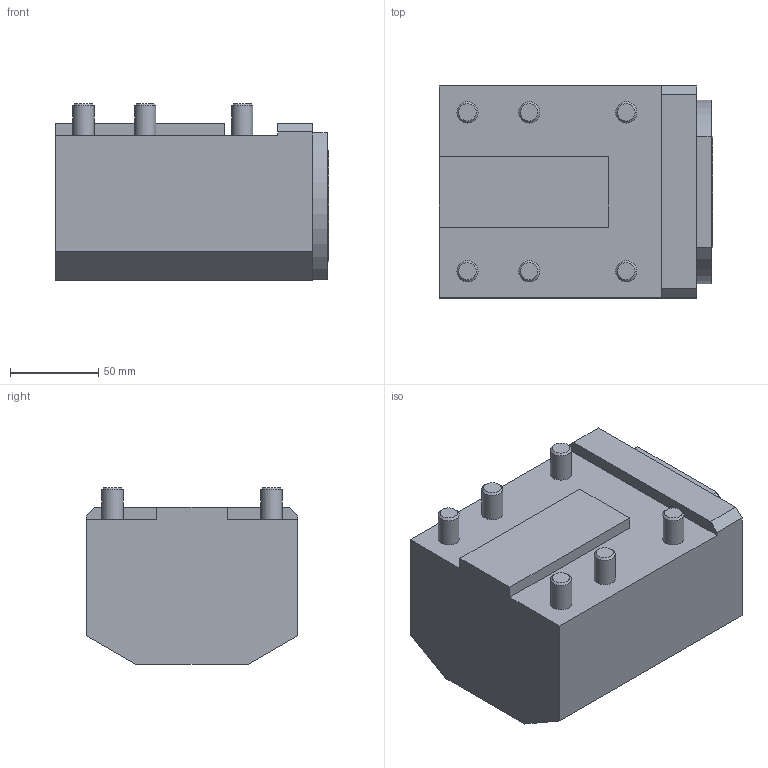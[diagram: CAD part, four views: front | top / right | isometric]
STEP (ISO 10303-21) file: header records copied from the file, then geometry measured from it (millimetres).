
FILE_DESCRIPTION(/* description */ (''),/* implementation_level */ '2;1');
FILE_NAME(/* name */ '1597310477957.stp',/* time_stamp */ '2020-08-13T11:21:26+02:00',/* author */ (''),/* organization */ ('SMS'),/* preprocessor_version */ 'ST-DEVELOPER v16.7',/* originating_system */ 'SIEMENS PLM Software NX 12.0',/* authorisation */ '');
FILE_SCHEMA (('AUTOMOTIVE_DESIGN { 1 0 10303 214 3 1 1 1 }'));
Length unit declared in the file: millimetre
Products named in the file (1): 200838948mod000_02
Bounding box: 155 x 120 x 100 mm (x, y, z)
Volume: 1438590.2 mm3; surface area: 89583.6 mm2
Topology: 1 solids, 1 shells, 54 faces, 123 edges, 84 vertices
Faces by surface type: plane 30, cone 14, cylinder 10
Full cylindrical faces by diameter (mm): 4 x1, 12 x6, 63 x1
Entity records: 1517 total; most frequent: CARTESIAN_POINT 306, DIRECTION 252, ORIENTED_EDGE 204, EDGE_CURVE 102, AXIS2_PLACEMENT_3D 97, EDGE_LOOP 78, VERTEX_POINT 74, LINE 58
